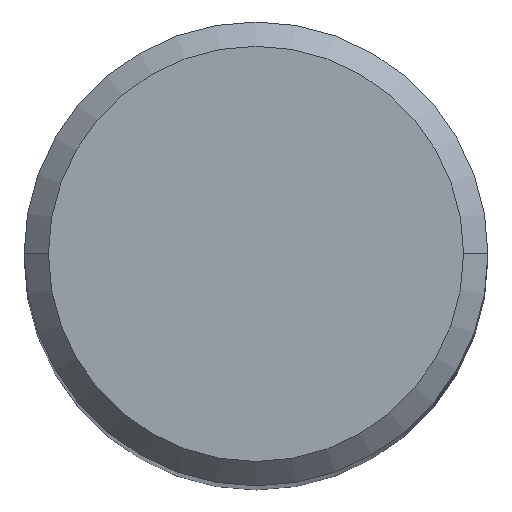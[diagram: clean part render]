
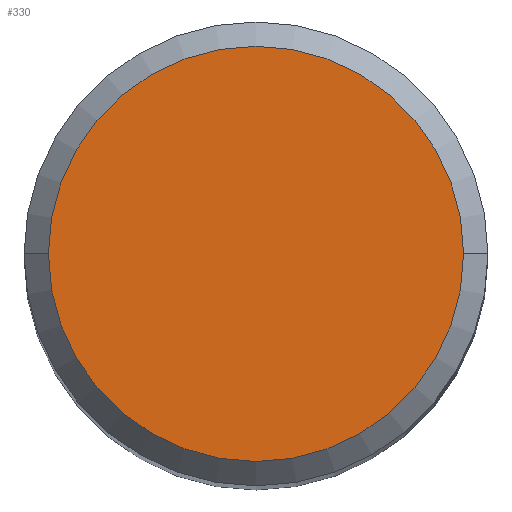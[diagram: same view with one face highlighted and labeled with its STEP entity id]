
A CAD part, top view. The second image highlights one B-rep face of the part: STEP entity #330.
In plain terms, the highlighted planar face has unit normal (0, 0, 1).
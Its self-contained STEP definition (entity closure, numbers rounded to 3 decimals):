
#81=PLANE('',#1492);
#330=ADVANCED_FACE('',(#406),#81,.T.);
#406=FACE_OUTER_BOUND('',#485,.T.);
#485=EDGE_LOOP('',(#837,#838,#839));
#554=CIRCLE('',#1485,8.525);
#555=CIRCLE('',#1486,8.525);
#556=CIRCLE('',#1488,8.525);
#837=ORIENTED_EDGE('',*,*,#1243,.F.);
#838=ORIENTED_EDGE('',*,*,#1241,.F.);
#839=ORIENTED_EDGE('',*,*,#1240,.F.);
#1074=VERTEX_POINT('',#2532);
#1075=VERTEX_POINT('',#2534);
#1076=VERTEX_POINT('',#2536);
#1240=EDGE_CURVE('',#1074,#1075,#554,.T.);
#1241=EDGE_CURVE('',#1075,#1076,#555,.T.);
#1243=EDGE_CURVE('',#1076,#1074,#556,.T.);
#1485=AXIS2_PLACEMENT_3D('',#2533,#1804,#1805);
#1486=AXIS2_PLACEMENT_3D('',#2535,#1806,#1807);
#1488=AXIS2_PLACEMENT_3D('',#2539,#1811,#1812);
#1492=AXIS2_PLACEMENT_3D('',#2543,#1819,#1820);
#1804=DIRECTION('',(0.,0.,-1.));
#1805=DIRECTION('',(1.,0.,0.));
#1806=DIRECTION('',(0.,0.,-1.));
#1807=DIRECTION('',(0.,-1.,0.));
#1811=DIRECTION('',(0.,0.,-1.));
#1812=DIRECTION('',(-1.,0.,0.));
#1819=DIRECTION('',(0.,0.,1.));
#1820=DIRECTION('',(-1.,0.,0.));
#2532=CARTESIAN_POINT('',(8.525,0.,0.));
#2533=CARTESIAN_POINT('',(0.,0.,0.));
#2534=CARTESIAN_POINT('',(0.,-8.525,0.));
#2535=CARTESIAN_POINT('',(0.,0.,0.));
#2536=CARTESIAN_POINT('',(-8.525,0.,0.));
#2539=CARTESIAN_POINT('',(0.,0.,0.));
#2543=CARTESIAN_POINT('',(0.,0.,0.));
